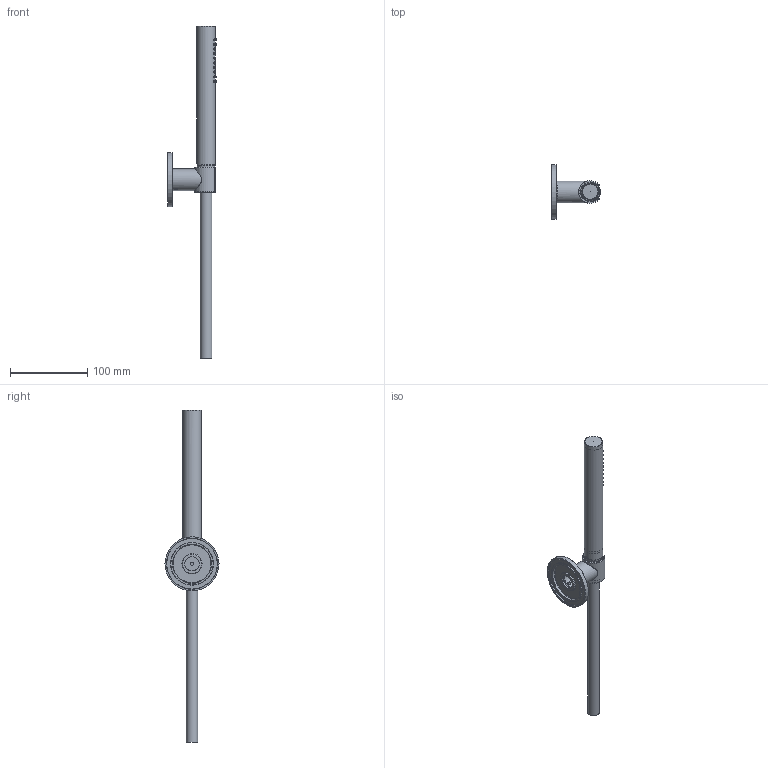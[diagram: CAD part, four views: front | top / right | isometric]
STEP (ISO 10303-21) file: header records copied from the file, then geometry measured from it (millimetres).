
FILE_DESCRIPTION(/* description */ ('Unknown'),/* implementation_level */ '2;1');
FILE_NAME(/* name */ 'M447-00',/* time_stamp */ '2025-03-06T12:11:58+01:00',/* author */ ('Unknown'),/* organization */ ('Unknown'),/* preprocessor_version */ 'ST-DEVELOPER v19.4',/* originating_system */ 'Solid Edge',/* authorisation */ 'Unknown');
FILE_SCHEMA (('AUTOMOTIVE_DESIGN {1 0 10303 214 3 1 1}'));
Length unit declared in the file: millimetre
Products named in the file (14): M447-00; M514-00_oa_0; M514-02; CB450-10; M437-14; M514-002; M514-03; M514-07; M015-001; M354-00_oa_1; M354-001_oa_2; C101014_02100ZZ; A089014_00101ZZ; A064038_12900ZZ
Assembly tree (14 placements, depth 4):
  M447-00
    M514-00_oa_0
      M514-02
      CB450-10
      M437-14  x2
      M514-002
        M514-03
        M514-07
    M015-001
    M354-00_oa_1
      M354-001_oa_2
        C101014_02100ZZ
        A089014_00101ZZ
        A064038_12900ZZ
Bounding box: 63.01 x 70 x 430.35 mm (x, y, z)
Volume: 92497.5 mm3; surface area: 73019.6 mm2
Topology: 10 solids, 10 shells, 977 faces, 2548 edges, 1611 vertices
Faces by surface type: cylinder 292, bspline 235, plane 207, torus 140, cone 80, sphere 23
Full cylindrical faces by diameter (mm): 3.2 x40, 3.242 x2, 4 x2, 4.134 x1, 5.5 x1, 11 x1, 15 x1, 16.5 x1, 18.631 x3, 21.166 x1, 22 x2, 22.1 x1, 23 x2, 24 x2, 25.3 x1, 25.5 x1, 28 x1, 50 x1, 55.5 x1, 65.5 x1, 70 x1
Entity records: 39292 total; most frequent: CARTESIAN_POINT 18061, ORIENTED_EDGE 4268, DIRECTION 3754, EDGE_CURVE 2134, AXIS2_PLACEMENT_3D 1568, VERTEX_POINT 1445, EDGE_LOOP 1397, FACE_BOUND 1397
